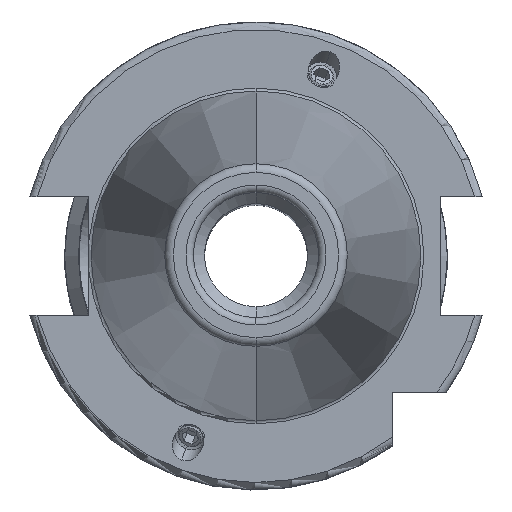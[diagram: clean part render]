
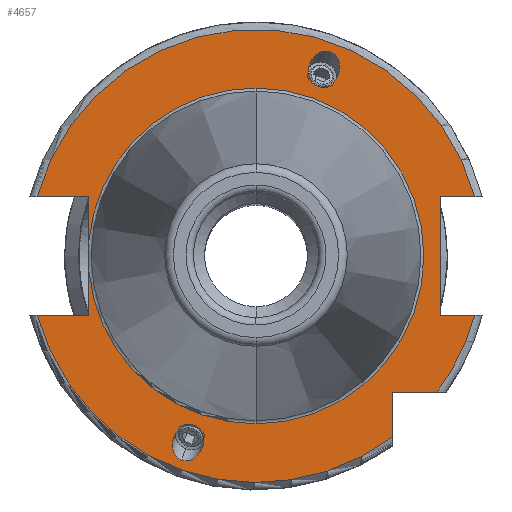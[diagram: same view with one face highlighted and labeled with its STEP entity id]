
A CAD part, top view. The second image highlights one B-rep face of the part: STEP entity #4657.
In plain terms, the highlighted planar face has unit normal (0, 0, 1).
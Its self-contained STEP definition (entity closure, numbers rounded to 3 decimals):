
#1006=CARTESIAN_POINT('',(0,0,15.9));
#1007=DIRECTION('',(0,0,-1));
#1008=DIRECTION('',(0,1,0));
#1009=AXIS2_PLACEMENT_3D('',#1006,#1007,#1008);
#1021=CARTESIAN_POINT('',(0,0,15.9));
#1022=DIRECTION('',(0,0,1));
#1023=DIRECTION('',(0,1,0));
#1024=AXIS2_PLACEMENT_3D('',#1021,#1022,#1023);
#1036=CARTESIAN_POINT('',(0,0,15.9));
#1037=DIRECTION('',(0,0,1));
#1038=DIRECTION('',(-0.996,-0.094,0));
#1039=AXIS2_PLACEMENT_3D('',#1036,#1037,#1038);
#1054=DIRECTION('',(1,0,0));
#1055=VECTOR('',#1054,7.004);
#1056=CARTESIAN_POINT('',(-29.704,-8.05,15.9));
#1057=LINE('',#1056,#1055);
#1058=DIRECTION('',(0,1,0));
#1059=VECTOR('',#1058,5.917);
#1060=CARTESIAN_POINT('',(-22.7,-8.05,15.9));
#1061=LINE('',#1060,#1059);
#1062=DIRECTION('',(0,1,0));
#1063=VECTOR('',#1062,5.917);
#1064=CARTESIAN_POINT('',(-22.7,2.133,15.9));
#1065=LINE('',#1064,#1063);
#1066=DIRECTION('',(1,0,0));
#1067=VECTOR('',#1066,7.004);
#1068=CARTESIAN_POINT('',(-29.704,8.05,15.9));
#1069=LINE('',#1068,#1067);
#1070=DIRECTION('',(-1,0,0));
#1071=VECTOR('',#1070,4.704);
#1072=CARTESIAN_POINT('',(29.704,8.05,15.9));
#1073=LINE('',#1072,#1071);
#1074=DIRECTION('',(0,-1,0));
#1075=VECTOR('',#1074,16.1);
#1076=CARTESIAN_POINT('',(25,8.05,15.9));
#1077=LINE('',#1076,#1075);
#1078=DIRECTION('',(-1,0,0));
#1079=VECTOR('',#1078,4.704);
#1080=CARTESIAN_POINT('',(29.704,-8.05,15.9));
#1081=LINE('',#1080,#1079);
#1082=CARTESIAN_POINT('',(0,0,15.9));
#1083=DIRECTION('',(0,0,1));
#1084=DIRECTION('',(0.799,-0.601,0));
#1085=AXIS2_PLACEMENT_3D('',#1082,#1083,#1084);
#1087=DIRECTION('',(-1,0,0));
#1088=VECTOR('',#1087,6.094);
#1089=CARTESIAN_POINT('',(24.594,-18.5,15.9));
#1090=LINE('',#1089,#1088);
#1091=DIRECTION('',(0,1,0));
#1092=VECTOR('',#1091,6.094);
#1093=CARTESIAN_POINT('',(18.5,-24.594,15.9));
#1094=LINE('',#1093,#1092);
#1095=CARTESIAN_POINT('',(10.09,27.723,15.9));
#1096=CARTESIAN_POINT('',(9.863,27.806,15.9));
#1097=CARTESIAN_POINT('',(9.337,27.884,15.9));
#1098=CARTESIAN_POINT('',(8.455,27.594,15.9));
#1099=CARTESIAN_POINT('',(7.834,27.033,15.9));
#1100=CARTESIAN_POINT('',(7.483,26.49,15.9));
#1101=CARTESIAN_POINT('',(7.298,26.077,15.9));
#1102=CARTESIAN_POINT('',(7.174,25.641,15.9));
#1103=CARTESIAN_POINT('',(7.094,25.,15.9));
#1104=CARTESIAN_POINT('',(7.208,24.17,15.9));
#1105=CARTESIAN_POINT('',(7.698,23.381,15.9));
#1106=CARTESIAN_POINT('',(8.152,23.103,15.9));
#1107=CARTESIAN_POINT('',(8.379,23.02,15.9));
#1109=CARTESIAN_POINT('',(8.379,23.02,15.9));
#1110=CARTESIAN_POINT('',(8.606,22.937,15.9));
#1111=CARTESIAN_POINT('',(9.133,22.859,15.9));
#1112=CARTESIAN_POINT('',(10.014,23.149,15.9));
#1113=CARTESIAN_POINT('',(10.635,23.711,15.9));
#1114=CARTESIAN_POINT('',(10.986,24.253,15.9));
#1115=CARTESIAN_POINT('',(11.171,24.667,15.9));
#1116=CARTESIAN_POINT('',(11.295,25.103,15.9));
#1117=CARTESIAN_POINT('',(11.375,25.744,15.9));
#1118=CARTESIAN_POINT('',(11.261,26.573,15.9));
#1119=CARTESIAN_POINT('',(10.771,27.362,15.9));
#1120=CARTESIAN_POINT('',(10.318,27.641,15.9));
#1121=CARTESIAN_POINT('',(10.09,27.723,15.9));
#1123=CARTESIAN_POINT('',(-10.09,-27.723,15.9));
#1124=CARTESIAN_POINT('',(-10.318,-27.641,15.9));
#1125=CARTESIAN_POINT('',(-10.771,-27.362,15.9));
#1126=CARTESIAN_POINT('',(-11.261,-26.573,15.9));
#1127=CARTESIAN_POINT('',(-11.375,-25.744,15.9));
#1128=CARTESIAN_POINT('',(-11.295,-25.103,15.9));
#1129=CARTESIAN_POINT('',(-11.171,-24.667,15.9));
#1130=CARTESIAN_POINT('',(-10.986,-24.253,15.9));
#1131=CARTESIAN_POINT('',(-10.635,-23.711,15.9));
#1132=CARTESIAN_POINT('',(-10.014,-23.149,15.9));
#1133=CARTESIAN_POINT('',(-9.133,-22.859,15.9));
#1134=CARTESIAN_POINT('',(-8.606,-22.937,15.9));
#1135=CARTESIAN_POINT('',(-8.379,-23.02,15.9));
#1137=CARTESIAN_POINT('',(-8.379,-23.02,15.9));
#1138=CARTESIAN_POINT('',(-8.152,-23.103,15.9));
#1139=CARTESIAN_POINT('',(-7.698,-23.381,15.9));
#1140=CARTESIAN_POINT('',(-7.208,-24.17,15.9));
#1141=CARTESIAN_POINT('',(-7.094,-25.,15.9));
#1142=CARTESIAN_POINT('',(-7.174,-25.641,15.9));
#1143=CARTESIAN_POINT('',(-7.298,-26.077,15.9));
#1144=CARTESIAN_POINT('',(-7.483,-26.49,15.9));
#1145=CARTESIAN_POINT('',(-7.834,-27.033,15.9));
#1146=CARTESIAN_POINT('',(-8.455,-27.594,15.9));
#1147=CARTESIAN_POINT('',(-9.337,-27.884,15.9));
#1148=CARTESIAN_POINT('',(-9.863,-27.806,15.9));
#1149=CARTESIAN_POINT('',(-10.09,-27.723,15.9));
#2058=CARTESIAN_POINT('',(0,0,15.9));
#2059=DIRECTION('',(0,0,1));
#2060=DIRECTION('',(0.965,0.262,0));
#2061=AXIS2_PLACEMENT_3D('',#2058,#2059,#2060);
#2109=CARTESIAN_POINT('',(0,0,15.9));
#2110=DIRECTION('',(0,0,1));
#2111=DIRECTION('',(-0.965,-0.262,0));
#2112=AXIS2_PLACEMENT_3D('',#2109,#2110,#2111);
#2920=CARTESIAN_POINT('',(0,22.8,15.9));
#2922=VERTEX_POINT('',#2920);
#2942=CARTESIAN_POINT('',(0,-22.8,15.9));
#2944=VERTEX_POINT('',#2942);
#3082=CARTESIAN_POINT('',(-29.704,-8.05,15.9));
#3083=CARTESIAN_POINT('',(-22.7,-8.05,15.9));
#3084=VERTEX_POINT('',#3082);
#3085=VERTEX_POINT('',#3083);
#3086=CARTESIAN_POINT('',(-22.7,-2.133,15.9));
#3087=VERTEX_POINT('',#3086);
#3088=CARTESIAN_POINT('',(-22.7,2.133,15.9));
#3089=CARTESIAN_POINT('',(-22.7,8.05,15.9));
#3090=VERTEX_POINT('',#3088);
#3091=VERTEX_POINT('',#3089);
#3092=CARTESIAN_POINT('',(-29.704,8.05,15.9));
#3093=VERTEX_POINT('',#3092);
#3094=CARTESIAN_POINT('',(25,8.05,15.9));
#3095=CARTESIAN_POINT('',(25,-8.05,15.9));
#3096=VERTEX_POINT('',#3094);
#3097=VERTEX_POINT('',#3095);
#3098=CARTESIAN_POINT('',(29.704,-8.05,15.9));
#3099=VERTEX_POINT('',#3098);
#3100=CARTESIAN_POINT('',(29.704,8.05,15.9));
#3101=VERTEX_POINT('',#3100);
#3102=CARTESIAN_POINT('',(18.5,-24.594,15.9));
#3103=CARTESIAN_POINT('',(18.5,-18.5,15.9));
#3104=VERTEX_POINT('',#3102);
#3105=VERTEX_POINT('',#3103);
#3106=CARTESIAN_POINT('',(24.594,-18.5,15.9));
#3107=VERTEX_POINT('',#3106);
#3202=VERTEX_POINT('',#1095);
#3203=VERTEX_POINT('',#1107);
#3263=CARTESIAN_POINT('',(-10.09,-27.723,15.9));
#3265=VERTEX_POINT('',#3263);
#3268=CARTESIAN_POINT('',(-8.379,-23.02,15.9));
#3269=VERTEX_POINT('',#3268);
#4614=CARTESIAN_POINT('',(0,0,15.9));
#4615=DIRECTION('',(0,0,-1));
#4616=DIRECTION('',(0,-1,0));
#4617=AXIS2_PLACEMENT_3D('',#4614,#4615,#4616);
#4618=PLANE('',#4617);
#4619=ORIENTED_EDGE('',*,*,#4587,.T.);
#4620=ORIENTED_EDGE('',*,*,#4574,.T.);
#4621=ORIENTED_EDGE('',*,*,#4551,.T.);
#4622=ORIENTED_EDGE('',*,*,#4531,.F.);
#4623=ORIENTED_EDGE('',*,*,#4546,.T.);
#4624=ORIENTED_EDGE('',*,*,#4571,.T.);
#4626=ORIENTED_EDGE('',*,*,#4625,.F.);
#4628=ORIENTED_EDGE('',*,*,#4627,.F.);
#4630=ORIENTED_EDGE('',*,*,#4629,.T.);
#4632=ORIENTED_EDGE('',*,*,#4631,.T.);
#4634=ORIENTED_EDGE('',*,*,#4633,.F.);
#4636=ORIENTED_EDGE('',*,*,#4635,.F.);
#4638=ORIENTED_EDGE('',*,*,#4637,.T.);
#4640=ORIENTED_EDGE('',*,*,#4639,.F.);
#4642=ORIENTED_EDGE('',*,*,#4641,.F.);
#4643=EDGE_LOOP('',(#4619,#4620,#4621,#4622,#4623,#4624,#4626,#4628,#4630,#4632,
#4634,#4636,#4638,#4640,#4642));
#4644=FACE_OUTER_BOUND('',#4643,.F.);
#4646=ORIENTED_EDGE('',*,*,#4645,.T.);
#4648=ORIENTED_EDGE('',*,*,#4647,.T.);
#4649=EDGE_LOOP('',(#4646,#4648));
#4650=FACE_BOUND('',#4649,.F.);
#4652=ORIENTED_EDGE('',*,*,#4651,.F.);
#4654=ORIENTED_EDGE('',*,*,#4653,.F.);
#4655=EDGE_LOOP('',(#4652,#4654));
#4656=FACE_BOUND('',#4655,.F.);
#4657=ADVANCED_FACE('',(#4644,#4650,#4656),#4618,.F.);
#1010=CIRCLE('',#1009,22.8);
#1025=CIRCLE('',#1024,22.8);
#1040=CIRCLE('',#1039,22.8);
#1086=CIRCLE('',#1085,30.775);
#1108=B_SPLINE_CURVE_WITH_KNOTS('',3,(#1095,#1096,#1097,#1098,#1099,#1100,#1101,
#1102,#1103,#1104,#1105,#1106,#1107),.UNSPECIFIED.,.F.,.F.,(4,1,1,1,1,1,1,1,1,1,
4),(0,0.125,0.25,0.375,0.438,0.5,0.563,0.625,0.75,0.875,
1.0),.UNSPECIFIED.);
#1122=B_SPLINE_CURVE_WITH_KNOTS('',3,(#1109,#1110,#1111,#1112,#1113,#1114,#1115,
#1116,#1117,#1118,#1119,#1120,#1121),.UNSPECIFIED.,.F.,.F.,(4,1,1,1,1,1,1,1,1,1,
4),(0,0.125,0.25,0.375,0.438,0.5,0.563,0.625,0.75,0.875,
1.0),.UNSPECIFIED.);
#1136=B_SPLINE_CURVE_WITH_KNOTS('',3,(#1123,#1124,#1125,#1126,#1127,#1128,#1129,
#1130,#1131,#1132,#1133,#1134,#1135),.UNSPECIFIED.,.F.,.F.,(4,1,1,1,1,1,1,1,1,1,
4),(0,0.125,0.25,0.375,0.438,0.5,0.563,0.625,0.75,0.875,
1.0),.UNSPECIFIED.);
#1150=B_SPLINE_CURVE_WITH_KNOTS('',3,(#1137,#1138,#1139,#1140,#1141,#1142,#1143,
#1144,#1145,#1146,#1147,#1148,#1149),.UNSPECIFIED.,.F.,.F.,(4,1,1,1,1,1,1,1,1,1,
4),(0,0.125,0.25,0.375,0.438,0.5,0.563,0.625,0.75,0.875,
1.0),.UNSPECIFIED.);
#2062=CIRCLE('',#2061,30.775);
#2113=CIRCLE('',#2112,30.775);
#4531=EDGE_CURVE('',#2922,#2944,#1010,.T.);
#4546=EDGE_CURVE('',#2922,#3090,#1025,.T.);
#4551=EDGE_CURVE('',#3087,#2944,#1040,.T.);
#4571=EDGE_CURVE('',#3090,#3091,#1065,.T.);
#4574=EDGE_CURVE('',#3085,#3087,#1061,.T.);
#4587=EDGE_CURVE('',#3084,#3085,#1057,.T.);
#4625=EDGE_CURVE('',#3093,#3091,#1069,.T.);
#4627=EDGE_CURVE('',#3101,#3093,#2062,.T.);
#4629=EDGE_CURVE('',#3101,#3096,#1073,.T.);
#4631=EDGE_CURVE('',#3096,#3097,#1077,.T.);
#4633=EDGE_CURVE('',#3099,#3097,#1081,.T.);
#4635=EDGE_CURVE('',#3107,#3099,#1086,.T.);
#4637=EDGE_CURVE('',#3107,#3105,#1090,.T.);
#4639=EDGE_CURVE('',#3104,#3105,#1094,.T.);
#4641=EDGE_CURVE('',#3084,#3104,#2113,.T.);
#4645=EDGE_CURVE('',#3202,#3203,#1108,.T.);
#4647=EDGE_CURVE('',#3203,#3202,#1122,.T.);
#4651=EDGE_CURVE('',#3265,#3269,#1136,.T.);
#4653=EDGE_CURVE('',#3269,#3265,#1150,.T.);
